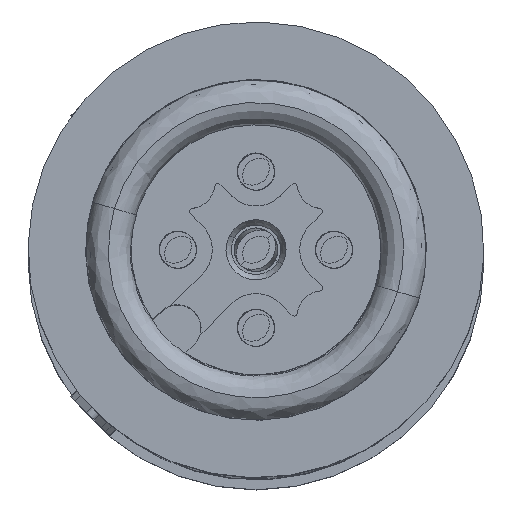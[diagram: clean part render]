
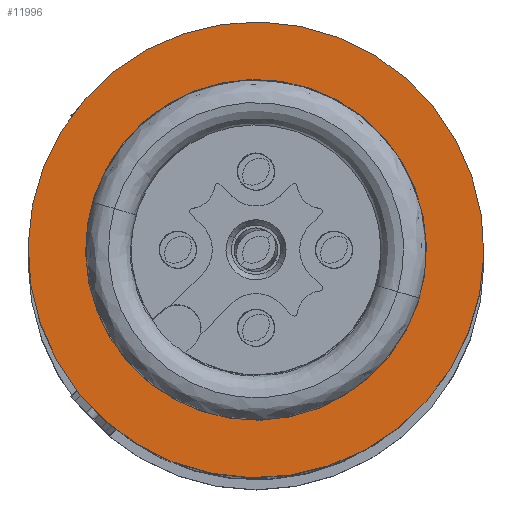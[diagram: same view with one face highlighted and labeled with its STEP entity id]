
A CAD part, top view. The second image highlights one B-rep face of the part: STEP entity #11996.
In plain terms, the highlighted planar face has unit normal (0, 0, 1).
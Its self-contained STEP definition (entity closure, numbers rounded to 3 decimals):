
#11958=AXIS2_PLACEMENT_3D('Plane Axis2P3D',#11955,#11956,#11957) ;
#11962=AXIS2_PLACEMENT_3D('Circle Axis2P3D',#11960,#11961,$) ;
#11971=AXIS2_PLACEMENT_3D('Circle Axis2P3D',#11969,#11970,$) ;
#11980=AXIS2_PLACEMENT_3D('Circle Axis2P3D',#11978,#11979,$) ;
#11989=AXIS2_PLACEMENT_3D('Circle Axis2P3D',#11987,#11988,$) ;
#11955=CARTESIAN_POINT('Axis2P3D Location',(7.3,14.6,234.152)) ;
#11960=CARTESIAN_POINT('Axis2P3D Location',(7.3,7.3,234.152)) ;
#11964=CARTESIAN_POINT('Vertex',(3.8,13.707,234.152)) ;
#11966=CARTESIAN_POINT('Vertex',(10.8,0.894,234.152)) ;
#11969=CARTESIAN_POINT('Axis2P3D Location',(7.3,7.3,234.152)) ;
#11978=CARTESIAN_POINT('Axis2P3D Location',(7.3,7.3,234.152)) ;
#11982=CARTESIAN_POINT('Vertex',(9.918,12.092,234.152)) ;
#11984=CARTESIAN_POINT('Vertex',(4.682,2.509,234.152)) ;
#11987=CARTESIAN_POINT('Axis2P3D Location',(7.3,7.3,234.152)) ;
#11956=DIRECTION('Axis2P3D Direction',(0.,0.,1.)) ;
#11957=DIRECTION('Axis2P3D XDirection',(0.,-1.,0.)) ;
#11961=DIRECTION('Axis2P3D Direction',(0.,0.,1.)) ;
#11970=DIRECTION('Axis2P3D Direction',(0.,0.,1.)) ;
#11979=DIRECTION('Axis2P3D Direction',(0.,0.,1.)) ;
#11988=DIRECTION('Axis2P3D Direction',(0.,0.,1.)) ;
#11975=ORIENTED_EDGE('',*,*,#11968,.T.) ;
#11976=ORIENTED_EDGE('',*,*,#11973,.T.) ;
#11993=ORIENTED_EDGE('',*,*,#11986,.F.) ;
#11994=ORIENTED_EDGE('',*,*,#11991,.F.) ;
#11995=FACE_BOUND('',#11992,.T.) ;
#11996=ADVANCED_FACE('Hauptk\X2\00F6\X0\rper',(#11977,#11995),#11959,.T.) ;
#11963=CIRCLE('generated circle',#11962,7.3) ;
#11972=CIRCLE('generated circle',#11971,7.3) ;
#11981=CIRCLE('generated circle',#11980,5.46) ;
#11990=CIRCLE('generated circle',#11989,5.46) ;
#11968=EDGE_CURVE('',#11965,#11967,#11963,.T.) ;
#11973=EDGE_CURVE('',#11967,#11965,#11972,.T.) ;
#11986=EDGE_CURVE('',#11983,#11985,#11981,.T.) ;
#11991=EDGE_CURVE('',#11985,#11983,#11990,.T.) ;
#11974=EDGE_LOOP('',(#11975,#11976)) ;
#11992=EDGE_LOOP('',(#11993,#11994)) ;
#11977=FACE_OUTER_BOUND('',#11974,.T.) ;
#11959=PLANE('',#11958) ;
#11965=VERTEX_POINT('',#11964) ;
#11967=VERTEX_POINT('',#11966) ;
#11983=VERTEX_POINT('',#11982) ;
#11985=VERTEX_POINT('',#11984) ;
